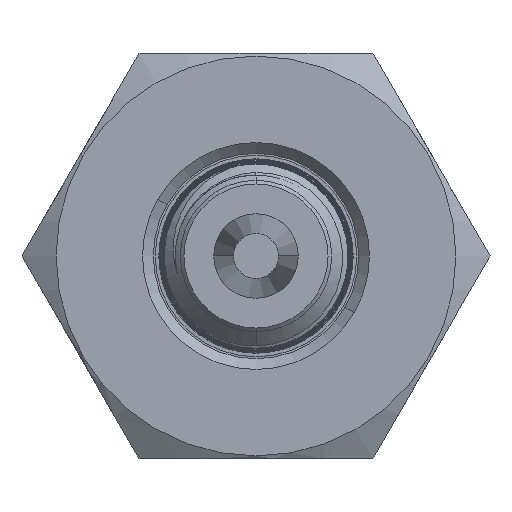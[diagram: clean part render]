
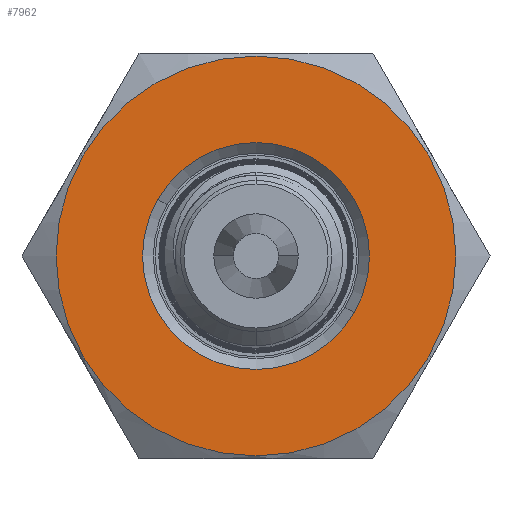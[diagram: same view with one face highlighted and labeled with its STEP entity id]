
A CAD part, left-side view. The second image highlights one B-rep face of the part: STEP entity #7962.
In plain terms, the highlighted planar face has unit normal (-1, 0, 0).
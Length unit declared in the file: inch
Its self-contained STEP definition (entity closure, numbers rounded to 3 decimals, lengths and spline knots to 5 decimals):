
#155 = EDGE_CURVE ( 'NONE', #15451, #13906, #6451, .T. ) ;
#544 = DIRECTION ( 'NONE',  ( 0., 0., -1. ) ) ;
#645 = DIRECTION ( 'NONE',  ( 1., 0., 0. ) ) ;
#1201 = CARTESIAN_POINT ( 'NONE',  ( -1.1325, 0., 0.315 ) ) ;
#1252 = FACE_BOUND ( 'NONE', #7944, .T. ) ;
#1445 = CARTESIAN_POINT ( 'NONE',  ( -1.1325, 0., 0.555 ) ) ;
#1620 = EDGE_LOOP ( 'NONE', ( #9856, #8458 ) ) ;
#2467 = ORIENTED_EDGE ( 'NONE', *, *, #155, .T. ) ;
#3520 = CIRCLE ( 'NONE', #12194, 0.555 ) ;
#3731 = FACE_OUTER_BOUND ( 'NONE', #1620, .T. ) ;
#4063 = AXIS2_PLACEMENT_3D ( 'NONE', #10268, #645, #544 ) ;
#4882 = DIRECTION ( 'NONE',  ( 0., 0., -1. ) ) ;
#4947 = VERTEX_POINT ( 'NONE', #14211 ) ;
#4992 = DIRECTION ( 'NONE',  ( 1., 0., 0. ) ) ;
#5424 = CIRCLE ( 'NONE', #14965, 0.555 ) ;
#5851 = DIRECTION ( 'NONE',  ( 0., 0., -1. ) ) ;
#6451 = CIRCLE ( 'NONE', #4063, 0.315 ) ;
#7615 = EDGE_CURVE ( 'NONE', #4947, #8410, #5424, .T. ) ;
#7944 = EDGE_LOOP ( 'NONE', ( #2467, #12763 ) ) ;
#7962 = ADVANCED_FACE ( 'NONE', ( #1252, #3731 ), #14108, .T. ) ;
#8410 = VERTEX_POINT ( 'NONE', #1445 ) ;
#8458 = ORIENTED_EDGE ( 'NONE', *, *, #9971, .F. ) ;
#8510 = DIRECTION ( 'NONE',  ( 0., 0., 1. ) ) ;
#9295 = CARTESIAN_POINT ( 'NONE',  ( -1.1325, 0.315, 0. ) ) ;
#9856 = ORIENTED_EDGE ( 'NONE', *, *, #7615, .F. ) ;
#9971 = EDGE_CURVE ( 'NONE', #8410, #4947, #3520, .T. ) ;
#10268 = CARTESIAN_POINT ( 'NONE',  ( -1.1325, 0., 0. ) ) ;
#10778 = DIRECTION ( 'NONE',  ( -1., 0., 0. ) ) ;
#11183 = AXIS2_PLACEMENT_3D ( 'NONE', #14169, #13096, #5851 ) ;
#11316 = EDGE_CURVE ( 'NONE', #13906, #15451, #14215, .T. ) ;
#12122 = DIRECTION ( 'NONE',  ( 1., 0., 0. ) ) ;
#12194 = AXIS2_PLACEMENT_3D ( 'NONE', #15693, #4992, #13246 ) ;
#12763 = ORIENTED_EDGE ( 'NONE', *, *, #11316, .T. ) ;
#13096 = DIRECTION ( 'NONE',  ( 1., 0., 0. ) ) ;
#13118 = AXIS2_PLACEMENT_3D ( 'NONE', #9295, #10778, #8510 ) ;
#13246 = DIRECTION ( 'NONE',  ( 0., 0., -1. ) ) ;
#13505 = CARTESIAN_POINT ( 'NONE',  ( -1.1325, 0., 0. ) ) ;
#13906 = VERTEX_POINT ( 'NONE', #15416 ) ;
#14108 = PLANE ( 'NONE',  #13118 ) ;
#14169 = CARTESIAN_POINT ( 'NONE',  ( -1.1325, 0., 0. ) ) ;
#14211 = CARTESIAN_POINT ( 'NONE',  ( -1.1325, 0., -0.555 ) ) ;
#14215 = CIRCLE ( 'NONE', #11183, 0.315 ) ;
#14965 = AXIS2_PLACEMENT_3D ( 'NONE', #13505, #12122, #4882 ) ;
#15416 = CARTESIAN_POINT ( 'NONE',  ( -1.1325, 0., -0.315 ) ) ;
#15451 = VERTEX_POINT ( 'NONE', #1201 ) ;
#15693 = CARTESIAN_POINT ( 'NONE',  ( -1.1325, 0., 0. ) ) ;
